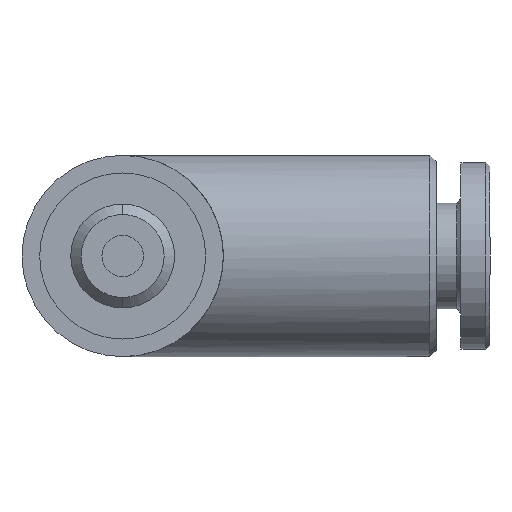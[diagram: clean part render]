
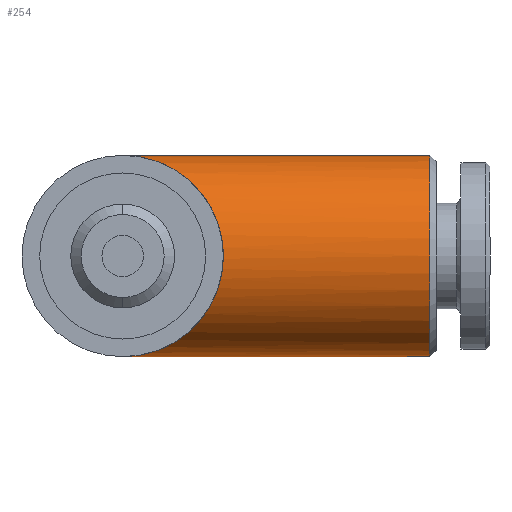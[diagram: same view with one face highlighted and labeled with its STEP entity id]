
A CAD part, front view. The second image highlights one B-rep face of the part: STEP entity #254.
In plain terms, the highlighted cylindrical face has radius 4.85 mm (diameter 9.7 mm), a partial arc.
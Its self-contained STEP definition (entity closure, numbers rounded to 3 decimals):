
#221 = EDGE_CURVE ( 'NONE', #2214, #2169, #853, .T. ) ;
#222 = EDGE_LOOP ( 'NONE', ( #255, #256, #257, #258 ) ) ;
#254 = ADVANCED_FACE ( 'NONE', ( #876 ), #875, .T. ) ;
#255 = ORIENTED_EDGE ( 'NONE', *, *, #2181, .F. ) ;
#256 = ORIENTED_EDGE ( 'NONE', *, *, #221, .T. ) ;
#257 = ORIENTED_EDGE ( 'NONE', *, *, #2202, .T. ) ;
#258 = ORIENTED_EDGE ( 'NONE', *, *, #2183, .T. ) ;
#756 = CARTESIAN_POINT ( 'NONE',  ( 14.8, 12., 0. ) ) ;
#844 = DIRECTION ( 'NONE',  ( 0., 0., 1. ) ) ;
#845 = DIRECTION ( 'NONE',  ( -1., 0., 0. ) ) ;
#846 = AXIS2_PLACEMENT_3D ( 'NONE', #874, #845, #844 ) ;
#850 = DIRECTION ( 'NONE',  ( 0., 0., 1. ) ) ;
#851 = DIRECTION ( 'NONE',  ( -1., 0., 0. ) ) ;
#852 = AXIS2_PLACEMENT_3D ( 'NONE', #756, #851, #850 ) ;
#853 = CIRCLE ( 'NONE', #852, 4.85 ) ;
#874 = CARTESIAN_POINT ( 'NONE',  ( -5.577, 12., 0. ) ) ;
#875 = CYLINDRICAL_SURFACE ( 'NONE', #846, 4.85 ) ;
#876 = FACE_OUTER_BOUND ( 'NONE', #222, .T. ) ;
#1495 = CARTESIAN_POINT ( 'NONE',  ( 0., 12., 4.85 ) ) ;
#1539 = CARTESIAN_POINT ( 'NONE',  ( 14.8, 12., 4.85 ) ) ;
#1553 = CARTESIAN_POINT ( 'NONE',  ( 0., 12., -4.85 ) ) ;
#1554 = CARTESIAN_POINT ( 'NONE',  ( 9.7, 2.3, -4.85 ) ) ;
#1555 = CARTESIAN_POINT ( 'NONE',  ( 9.7, 2.3, 4.85 ) ) ;
#1556 = CARTESIAN_POINT ( 'NONE',  ( 0., 12., 4.85 ) ) ;
#1558 =( BOUNDED_CURVE ( )  B_SPLINE_CURVE ( 3, ( #1556, #1555, #1554, #1553 ),
 .UNSPECIFIED., .F., .T. ) 
 B_SPLINE_CURVE_WITH_KNOTS ( ( 4, 4 ),
 ( 4.712, 7.854 ),
 .UNSPECIFIED. ) 
 CURVE ( )  GEOMETRIC_REPRESENTATION_ITEM ( )  RATIONAL_B_SPLINE_CURVE ( ( 1., 0.333, 0.333, 1. ) ) 
 REPRESENTATION_ITEM ( '' )  );
#1559 = CARTESIAN_POINT ( 'NONE',  ( 0., 12., -4.85 ) ) ;
#1560 = DIRECTION ( 'NONE',  ( -1., 0., 0. ) ) ;
#1561 = VECTOR ( 'NONE', #1560, 1000. ) ;
#1562 = CARTESIAN_POINT ( 'NONE',  ( -5.577, 12., -4.85 ) ) ;
#1563 = LINE ( 'NONE', #1562, #1561 ) ;
#1569 = CARTESIAN_POINT ( 'NONE',  ( 14.8, 12., -4.85 ) ) ;
#1611 = DIRECTION ( 'NONE',  ( -1., 0., 0. ) ) ;
#1620 = LINE ( 'NONE', #1623, #1622 ) ;
#1622 = VECTOR ( 'NONE', #1611, 1000. ) ;
#1623 = CARTESIAN_POINT ( 'NONE',  ( -5.577, 12., 4.85 ) ) ;
#2146 = VERTEX_POINT ( 'NONE', #1495 ) ;
#2169 = VERTEX_POINT ( 'NONE', #1539 ) ;
#2181 = EDGE_CURVE ( 'NONE', #2214, #2182, #1563, .T. ) ;
#2182 = VERTEX_POINT ( 'NONE', #1559 ) ;
#2183 = EDGE_CURVE ( 'NONE', #2146, #2182, #1558, .T. ) ;
#2202 = EDGE_CURVE ( 'NONE', #2169, #2146, #1620, .T. ) ;
#2214 = VERTEX_POINT ( 'NONE', #1569 ) ;
